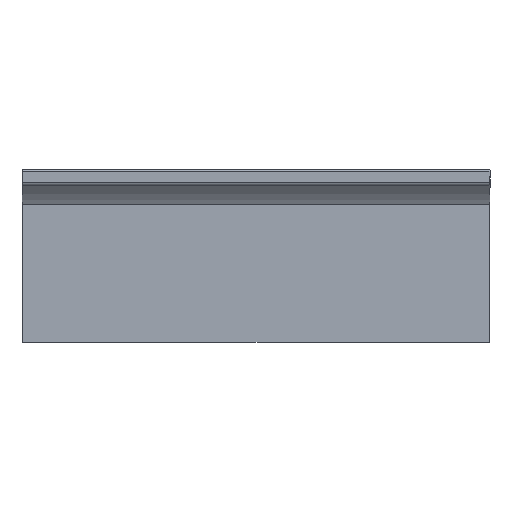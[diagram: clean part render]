
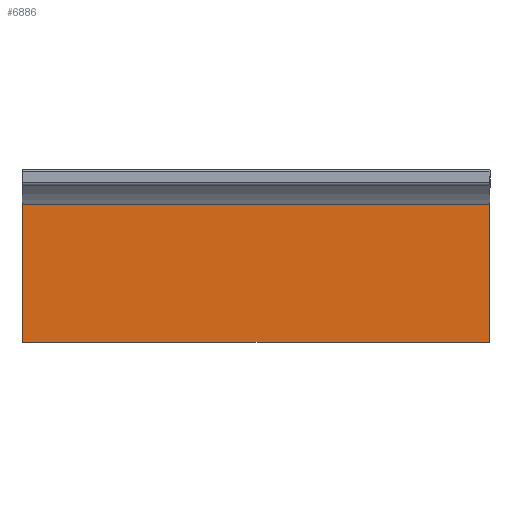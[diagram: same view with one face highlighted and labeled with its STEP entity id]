
A CAD part, top view. The second image highlights one B-rep face of the part: STEP entity #6886.
In plain terms, the highlighted planar face has unit normal (0, 0, 1).
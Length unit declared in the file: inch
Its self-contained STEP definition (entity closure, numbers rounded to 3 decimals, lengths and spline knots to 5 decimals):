
#1434=FACE_OUTER_BOUND('',#1967,.T.);
#1967=EDGE_LOOP('',(#4744,#4745,#4746,#4747));
#2581=LINE('',#10348,#2843);
#2583=LINE('',#10352,#2845);
#2585=LINE('',#10356,#2847);
#2587=LINE('',#10359,#2849);
#2843=VECTOR('',#8380,0.3937);
#2845=VECTOR('',#8384,0.3937);
#2847=VECTOR('',#8388,0.3937);
#2849=VECTOR('',#8392,0.3937);
#3104=VERTEX_POINT('',#10345);
#3105=VERTEX_POINT('',#10347);
#3106=VERTEX_POINT('',#10351);
#3107=VERTEX_POINT('',#10355);
#3687=EDGE_CURVE('',#3105,#3104,#2581,.T.);
#3689=EDGE_CURVE('',#3106,#3105,#2583,.T.);
#3691=EDGE_CURVE('',#3107,#3106,#2585,.T.);
#3693=EDGE_CURVE('',#3104,#3107,#2587,.T.);
#4744=ORIENTED_EDGE('',*,*,#3693,.T.);
#4745=ORIENTED_EDGE('',*,*,#3691,.T.);
#4746=ORIENTED_EDGE('',*,*,#3689,.T.);
#4747=ORIENTED_EDGE('',*,*,#3687,.T.);
#6809=PLANE('',#7522);
#6886=ADVANCED_FACE('',(#1434),#6809,.T.);
#7522=AXIS2_PLACEMENT_3D('',#10360,#8393,#8394);
#8380=DIRECTION('',(0.,1.,0.));
#8384=DIRECTION('',(1.,0.,0.));
#8388=DIRECTION('',(0.,-1.,0.));
#8392=DIRECTION('',(-1.,0.,0.));
#8393=DIRECTION('center_axis',(0.,0.,1.));
#8394=DIRECTION('ref_axis',(1.,0.,0.));
#10345=CARTESIAN_POINT('',(36.25,12.25,3.75));
#10347=CARTESIAN_POINT('',(36.25,-12.25,3.75));
#10348=CARTESIAN_POINT('',(36.25,12.25,3.75));
#10351=CARTESIAN_POINT('',(-36.25,-12.25,3.75));
#10352=CARTESIAN_POINT('',(36.25,-12.25,3.75));
#10355=CARTESIAN_POINT('',(-36.25,12.25,3.75));
#10356=CARTESIAN_POINT('',(-36.25,-12.25,3.75));
#10359=CARTESIAN_POINT('',(-36.25,12.25,3.75));
#10360=CARTESIAN_POINT('Origin',(0.,0.,3.75));
